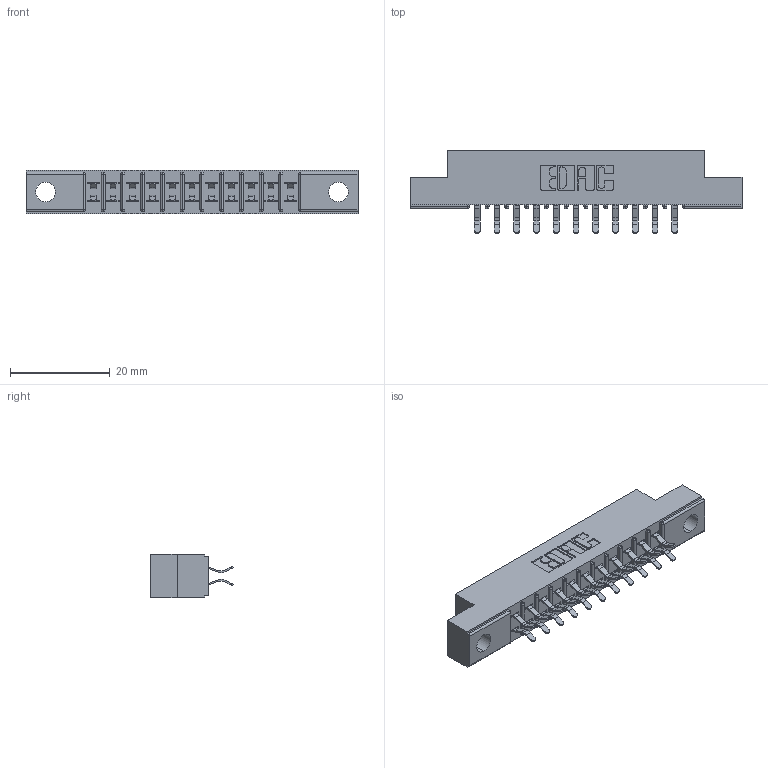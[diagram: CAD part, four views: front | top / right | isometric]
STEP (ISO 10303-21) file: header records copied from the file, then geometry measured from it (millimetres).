
FILE_DESCRIPTION (( 'STEP AP203' ), '1' );
FILE_NAME ('305-022-556-504.STEP', '2019-09-09T13:55:11', ( '' ), ( '' ), 'SwSTEP 2.0', 'SolidWorks 2016', '' );
FILE_SCHEMA (( 'CONFIG_CONTROL_DESIGN' ));
Length unit declared in the file: inch
Products named in the file (3): 305 Part_.156 Dia; 305-022-556-504; 305-290-001_556
Assembly tree (23 placements, depth 2):
  305-022-556-504
    305 Part_.156 Dia
    305-290-001_556  x22
Bounding box: 66.6 x 16.64 x 8.71 mm (x, y, z)
Volume: 3925.1 mm3; surface area: 7035.5 mm2
Topology: 23 solids, 23 shells, 1362 faces, 3905 edges, 2542 vertices
Faces by surface type: plane 764, cylinder 554, sphere 44
Entity records: 16324 total; most frequent: CARTESIAN_POINT 2709, ORIENTED_EDGE 2682, DIRECTION 2641, EDGE_CURVE 1341, VECTOR 1053, LINE 1053, VERTEX_POINT 862, AXIS2_PLACEMENT_3D 794
